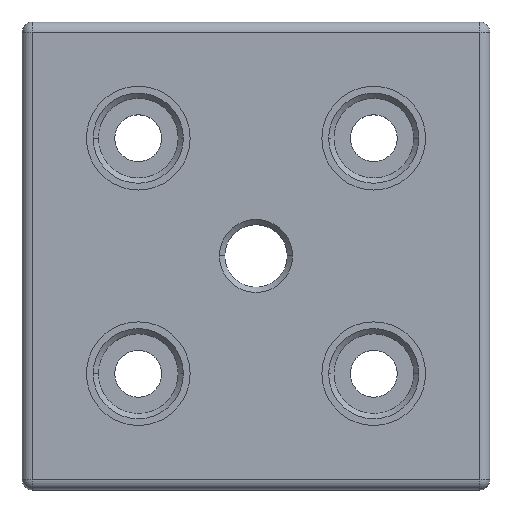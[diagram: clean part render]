
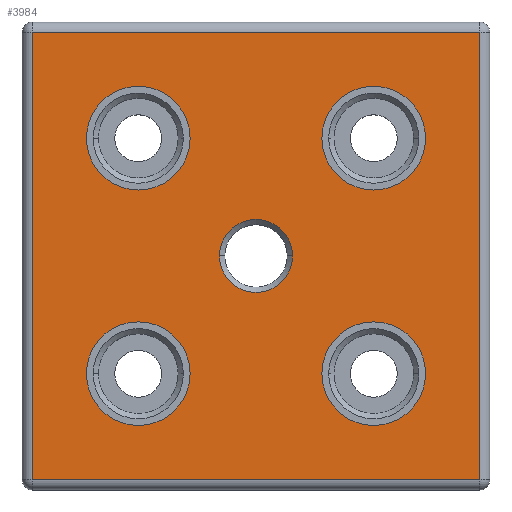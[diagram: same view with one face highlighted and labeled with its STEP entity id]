
A CAD part, top view. The second image highlights one B-rep face of the part: STEP entity #3984.
In plain terms, the highlighted planar face has unit normal (0, 0, 1).
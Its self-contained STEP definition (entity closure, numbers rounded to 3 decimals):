
#17 = DIRECTION ( 'NONE',  ( 0., 0., 1. ) ) ;
#157 = DIRECTION ( 'NONE',  ( 0., 0., 1. ) ) ;
#186 = EDGE_LOOP ( 'NONE', ( #2024, #2664, #4545, #423 ) ) ;
#187 = VERTEX_POINT ( 'NONE', #2952 ) ;
#264 = VERTEX_POINT ( 'NONE', #4133 ) ;
#297 = AXIS2_PLACEMENT_3D ( 'NONE', #3489, #1334, #1961 ) ;
#366 = VERTEX_POINT ( 'NONE', #555 ) ;
#380 = AXIS2_PLACEMENT_3D ( 'NONE', #1243, #157, #536 ) ;
#423 = ORIENTED_EDGE ( 'NONE', *, *, #1950, .T. ) ;
#428 = CARTESIAN_POINT ( 'NONE',  ( 12.35, 67.5, 15. ) ) ;
#445 = EDGE_LOOP ( 'NONE', ( #2240, #4543 ) ) ;
#501 = DIRECTION ( 'NONE',  ( 0., 0., 1. ) ) ;
#511 = VERTEX_POINT ( 'NONE', #1713 ) ;
#527 = DIRECTION ( 'NONE',  ( -1., 0., 0. ) ) ;
#536 = DIRECTION ( 'NONE',  ( -1., 0., 0. ) ) ;
#537 = CIRCLE ( 'NONE', #1633, 9.95 ) ;
#540 = CARTESIAN_POINT ( 'NONE',  ( 51.9, 44.9, 15. ) ) ;
#555 = CARTESIAN_POINT ( 'NONE',  ( 57.55, 67.5, 15. ) ) ;
#571 = AXIS2_PLACEMENT_3D ( 'NONE', #1925, #1234, #527 ) ;
#618 = ORIENTED_EDGE ( 'NONE', *, *, #1809, .F. ) ;
#631 = EDGE_CURVE ( 'NONE', #366, #1788, #4242, .T. ) ;
#660 = EDGE_LOOP ( 'NONE', ( #3431, #4037 ) ) ;
#692 = FACE_BOUND ( 'NONE', #1752, .T. ) ;
#714 = CARTESIAN_POINT ( 'NONE',  ( 0., 87.8, 15. ) ) ;
#715 = EDGE_CURVE ( 'NONE', #1258, #818, #4073, .T. ) ;
#757 = EDGE_CURVE ( 'NONE', #818, #1258, #2576, .T. ) ;
#768 = VERTEX_POINT ( 'NONE', #900 ) ;
#770 = ORIENTED_EDGE ( 'NONE', *, *, #631, .F. ) ;
#818 = VERTEX_POINT ( 'NONE', #1889 ) ;
#900 = CARTESIAN_POINT ( 'NONE',  ( 32.25, 22.3, 15. ) ) ;
#1005 = PLANE ( 'NONE',  #4342 ) ;
#1227 = VERTEX_POINT ( 'NONE', #3018 ) ;
#1232 = FACE_BOUND ( 'NONE', #445, .T. ) ;
#1234 = DIRECTION ( 'NONE',  ( 0., 0., 1. ) ) ;
#1243 = CARTESIAN_POINT ( 'NONE',  ( 22.3, 22.3, 15. ) ) ;
#1258 = VERTEX_POINT ( 'NONE', #428 ) ;
#1334 = DIRECTION ( 'NONE',  ( 0., 0., -1. ) ) ;
#1374 = EDGE_CURVE ( 'NONE', #1788, #366, #1417, .T. ) ;
#1410 = CARTESIAN_POINT ( 'NONE',  ( 77.45, 67.5, 15. ) ) ;
#1417 = CIRCLE ( 'NONE', #571, 9.95 ) ;
#1439 = AXIS2_PLACEMENT_3D ( 'NONE', #1902, #501, #1559 ) ;
#1458 = CIRCLE ( 'NONE', #380, 9.95 ) ;
#1466 = VERTEX_POINT ( 'NONE', #3744 ) ;
#1556 = DIRECTION ( 'NONE',  ( 1., 0., 0. ) ) ;
#1559 = DIRECTION ( 'NONE',  ( 1., 0., 0. ) ) ;
#1570 = EDGE_CURVE ( 'NONE', #2579, #2218, #3991, .T. ) ;
#1585 = ORIENTED_EDGE ( 'NONE', *, *, #4292, .F. ) ;
#1618 = FACE_BOUND ( 'NONE', #660, .T. ) ;
#1626 = DIRECTION ( 'NONE',  ( 0., -1., 0. ) ) ;
#1633 = AXIS2_PLACEMENT_3D ( 'NONE', #3662, #1792, #4354 ) ;
#1641 = EDGE_LOOP ( 'NONE', ( #4323, #618 ) ) ;
#1713 = CARTESIAN_POINT ( 'NONE',  ( 37.9, 44.9, 15. ) ) ;
#1739 = FACE_BOUND ( 'NONE', #1641, .T. ) ;
#1752 = EDGE_LOOP ( 'NONE', ( #1585, #3037 ) ) ;
#1788 = VERTEX_POINT ( 'NONE', #1410 ) ;
#1792 = DIRECTION ( 'NONE',  ( 0., 0., 1. ) ) ;
#1809 = EDGE_CURVE ( 'NONE', #187, #768, #537, .T. ) ;
#1889 = CARTESIAN_POINT ( 'NONE',  ( 32.25, 67.5, 15. ) ) ;
#1902 = CARTESIAN_POINT ( 'NONE',  ( 22.3, 67.5, 15. ) ) ;
#1925 = CARTESIAN_POINT ( 'NONE',  ( 67.5, 67.5, 15. ) ) ;
#1950 = EDGE_CURVE ( 'NONE', #2218, #1227, #3653, .T. ) ;
#1961 = DIRECTION ( 'NONE',  ( -1., 0., 0. ) ) ;
#1972 = CARTESIAN_POINT ( 'NONE',  ( 2., 0., 15. ) ) ;
#1999 = AXIS2_PLACEMENT_3D ( 'NONE', #4169, #4512, #4210 ) ;
#2006 = AXIS2_PLACEMENT_3D ( 'NONE', #2096, #3616, #4706 ) ;
#2014 = EDGE_CURVE ( 'NONE', #768, #187, #1458, .T. ) ;
#2024 = ORIENTED_EDGE ( 'NONE', *, *, #2312, .T. ) ;
#2096 = CARTESIAN_POINT ( 'NONE',  ( 67.5, 22.3, 15. ) ) ;
#2173 = CARTESIAN_POINT ( 'NONE',  ( 22.3, 67.5, 15. ) ) ;
#2184 = CARTESIAN_POINT ( 'NONE',  ( 87.8, 87.8, 15. ) ) ;
#2192 = CARTESIAN_POINT ( 'NONE',  ( 67.5, 67.5, 15. ) ) ;
#2200 = CIRCLE ( 'NONE', #297, 7. ) ;
#2218 = VERTEX_POINT ( 'NONE', #2561 ) ;
#2240 = ORIENTED_EDGE ( 'NONE', *, *, #757, .F. ) ;
#2312 = EDGE_CURVE ( 'NONE', #1227, #264, #4617, .T. ) ;
#2331 = DIRECTION ( 'NONE',  ( -1., 0., 0. ) ) ;
#2386 = CIRCLE ( 'NONE', #3586, 7. ) ;
#2543 = EDGE_CURVE ( 'NONE', #511, #4228, #2386, .T. ) ;
#2547 = DIRECTION ( 'NONE',  ( 1., 0., 0. ) ) ;
#2561 = CARTESIAN_POINT ( 'NONE',  ( 2., 87.8, 15. ) ) ;
#2576 = CIRCLE ( 'NONE', #1439, 9.95 ) ;
#2579 = VERTEX_POINT ( 'NONE', #2184 ) ;
#2664 = ORIENTED_EDGE ( 'NONE', *, *, #2713, .T. ) ;
#2713 = EDGE_CURVE ( 'NONE', #264, #2579, #3136, .T. ) ;
#2784 = AXIS2_PLACEMENT_3D ( 'NONE', #2173, #17, #2547 ) ;
#2798 = CIRCLE ( 'NONE', #1999, 9.95 ) ;
#2837 = CARTESIAN_POINT ( 'NONE',  ( 0., 0., 15. ) ) ;
#2844 = CARTESIAN_POINT ( 'NONE',  ( 77.45, 22.3, 15. ) ) ;
#2942 = DIRECTION ( 'NONE',  ( -1., 0., 0. ) ) ;
#2952 = CARTESIAN_POINT ( 'NONE',  ( 12.35, 22.3, 15. ) ) ;
#3018 = CARTESIAN_POINT ( 'NONE',  ( 2., 2., 15. ) ) ;
#3019 = EDGE_CURVE ( 'NONE', #4228, #511, #2200, .T. ) ;
#3037 = ORIENTED_EDGE ( 'NONE', *, *, #3262, .F. ) ;
#3136 = LINE ( 'NONE', #3165, #3812 ) ;
#3165 = CARTESIAN_POINT ( 'NONE',  ( 87.8, 0., 15. ) ) ;
#3203 = DIRECTION ( 'NONE',  ( 0., 0., -1. ) ) ;
#3262 = EDGE_CURVE ( 'NONE', #1466, #3768, #2798, .T. ) ;
#3294 = DIRECTION ( 'NONE',  ( -1., 0., 0. ) ) ;
#3338 = DIRECTION ( 'NONE',  ( 0., 0., 1. ) ) ;
#3429 = VECTOR ( 'NONE', #1626, 1000. ) ;
#3431 = ORIENTED_EDGE ( 'NONE', *, *, #3019, .T. ) ;
#3489 = CARTESIAN_POINT ( 'NONE',  ( 44.9, 44.9, 15. ) ) ;
#3535 = FACE_BOUND ( 'NONE', #3719, .T. ) ;
#3537 = DIRECTION ( 'NONE',  ( 0., 1., 0. ) ) ;
#3586 = AXIS2_PLACEMENT_3D ( 'NONE', #4017, #3998, #2942 ) ;
#3601 = VECTOR ( 'NONE', #2331, 1000. ) ;
#3616 = DIRECTION ( 'NONE',  ( 0., 0., 1. ) ) ;
#3653 = LINE ( 'NONE', #1972, #3429 ) ;
#3662 = CARTESIAN_POINT ( 'NONE',  ( 22.3, 22.3, 15. ) ) ;
#3719 = EDGE_LOOP ( 'NONE', ( #3903, #770 ) ) ;
#3744 = CARTESIAN_POINT ( 'NONE',  ( 57.55, 22.3, 15. ) ) ;
#3762 = CARTESIAN_POINT ( 'NONE',  ( 0., 2., 15. ) ) ;
#3768 = VERTEX_POINT ( 'NONE', #2844 ) ;
#3812 = VECTOR ( 'NONE', #3537, 1000. ) ;
#3903 = ORIENTED_EDGE ( 'NONE', *, *, #1374, .F. ) ;
#3984 = ADVANCED_FACE ( 'NONE', ( #4265, #1618, #1739, #692, #3535, #1232 ), #1005, .F. ) ;
#3991 = LINE ( 'NONE', #714, #3601 ) ;
#3998 = DIRECTION ( 'NONE',  ( 0., 0., -1. ) ) ;
#4017 = CARTESIAN_POINT ( 'NONE',  ( 44.9, 44.9, 15. ) ) ;
#4037 = ORIENTED_EDGE ( 'NONE', *, *, #2543, .T. ) ;
#4051 = VECTOR ( 'NONE', #1556, 1000. ) ;
#4073 = CIRCLE ( 'NONE', #2784, 9.95 ) ;
#4095 = AXIS2_PLACEMENT_3D ( 'NONE', #2192, #3338, #3294 ) ;
#4133 = CARTESIAN_POINT ( 'NONE',  ( 87.8, 2., 15. ) ) ;
#4169 = CARTESIAN_POINT ( 'NONE',  ( 67.5, 22.3, 15. ) ) ;
#4210 = DIRECTION ( 'NONE',  ( 1., 0., 0. ) ) ;
#4228 = VERTEX_POINT ( 'NONE', #540 ) ;
#4242 = CIRCLE ( 'NONE', #4095, 9.95 ) ;
#4265 = FACE_OUTER_BOUND ( 'NONE', #186, .T. ) ;
#4292 = EDGE_CURVE ( 'NONE', #3768, #1466, #4368, .T. ) ;
#4323 = ORIENTED_EDGE ( 'NONE', *, *, #2014, .F. ) ;
#4342 = AXIS2_PLACEMENT_3D ( 'NONE', #2837, #3203, #4615 ) ;
#4354 = DIRECTION ( 'NONE',  ( -1., 0., 0. ) ) ;
#4368 = CIRCLE ( 'NONE', #2006, 9.95 ) ;
#4512 = DIRECTION ( 'NONE',  ( 0., 0., 1. ) ) ;
#4543 = ORIENTED_EDGE ( 'NONE', *, *, #715, .F. ) ;
#4545 = ORIENTED_EDGE ( 'NONE', *, *, #1570, .T. ) ;
#4615 = DIRECTION ( 'NONE',  ( -1., 0., 0. ) ) ;
#4617 = LINE ( 'NONE', #3762, #4051 ) ;
#4706 = DIRECTION ( 'NONE',  ( 1., 0., 0. ) ) ;
